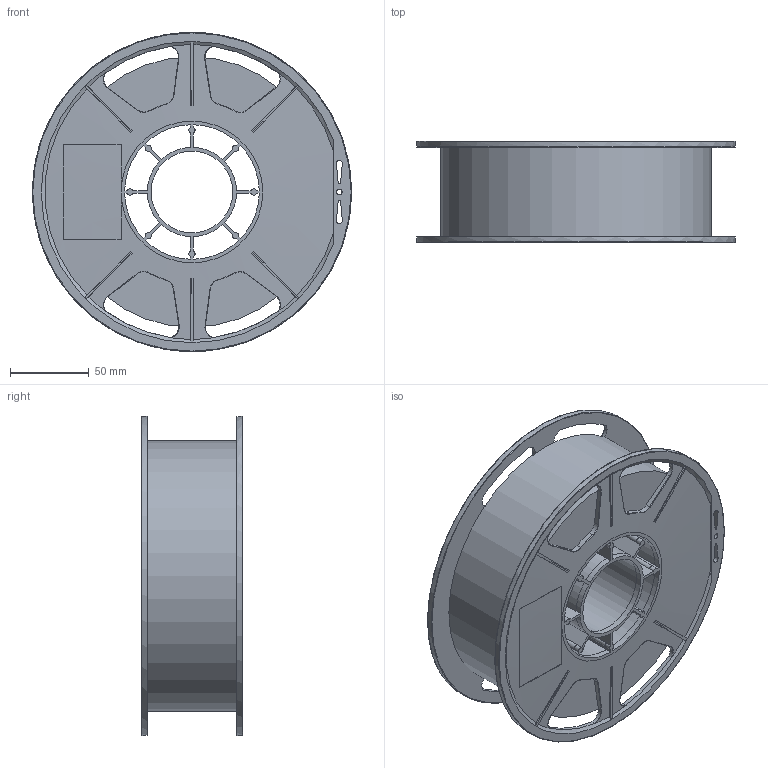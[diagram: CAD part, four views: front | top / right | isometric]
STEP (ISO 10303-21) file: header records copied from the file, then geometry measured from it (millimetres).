
FILE_DESCRIPTION(/* description */ (''),/* implementation_level */ '2;1');
FILE_NAME(/* name */ 'Filament Spool Blue.step',/* time_stamp */ '2021-03-08T10:09:29-05:00',/* author */ (''),/* organization */ (''),/* preprocessor_version */ 'ST-DEVELOPER v18.1',/* originating_system */ 'Autodesk Translation Framework v9.10.0.1330',/* authorisation */ '');
FILE_SCHEMA (('AUTOMOTIVE_DESIGN { 1 0 10303 214 3 1 1 }'));
Length unit declared in the file: inch
Products named in the file (2): Filament Spool Blue; Filament Spool
Assembly tree (1 placements, depth 2):
  Filament Spool Blue
    Filament Spool
Bounding box: 203.11 x 64.39 x 203.2 mm (x, y, z)
Volume: 1175595.4 mm3; surface area: 245631.3 mm2
Topology: 2 solids, 2 shells, 329 faces, 912 edges, 583 vertices
Faces by surface type: cylinder 129, plane 126, bspline 56, torus 12, cone 6
Full cylindrical faces by diameter (mm): 3.556 x2, 52.07 x2, 90.17 x2, 172.168 x1, 203.2 x2
Entity records: 12501 total; most frequent: CARTESIAN_POINT 4073, ORIENTED_EDGE 1844, DIRECTION 1643, EDGE_CURVE 922, AXIS2_PLACEMENT_3D 599, VERTEX_POINT 583, LINE 445, VECTOR 445
